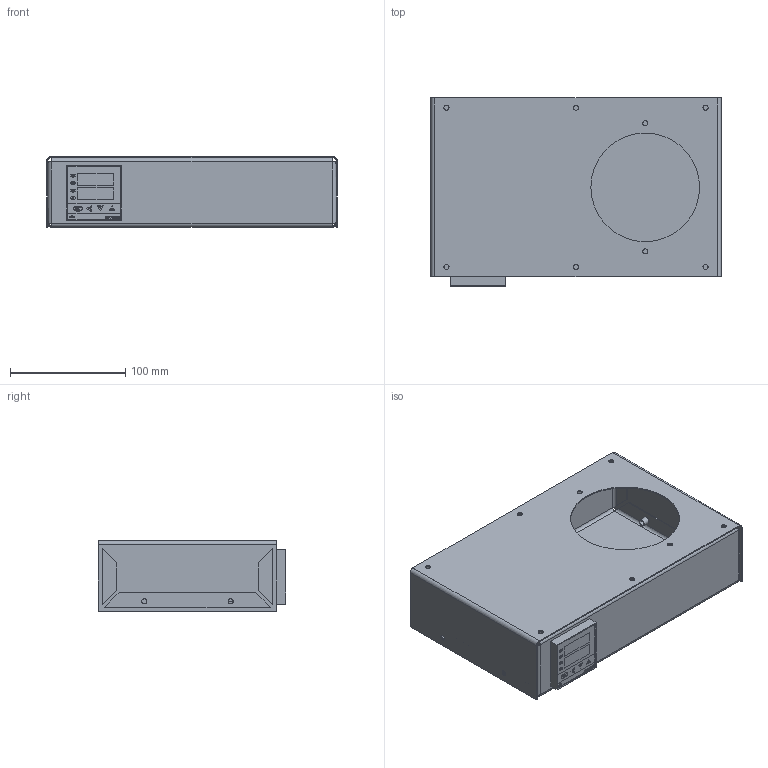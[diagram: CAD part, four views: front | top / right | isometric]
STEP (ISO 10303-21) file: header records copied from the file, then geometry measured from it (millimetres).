
FILE_DESCRIPTION(/* description */ ('Unknown'),/* implementation_level */ '2;1');
FILE_NAME(/* name */ 'caja 2',/* time_stamp */ '2020-06-24T02:36:36-04:00',/* author */ ('Unknown'),/* organization */ ('Unknown'),/* preprocessor_version */ 'ST-DEVELOPER v16.7',/* originating_system */ 'DEX',/* authorisation */ $);
FILE_SCHEMA (('AUTOMOTIVE_DESIGN {1 0 10303 214 3 1 1}'));
Length unit declared in the file: millimetre
Products named in the file (5): caja 2; base_v6; tapa_v6; RKC CONTROLLER; ladrillo 
Assembly tree (4 placements, depth 2):
  caja 2
    base_v6
    tapa_v6
    RKC CONTROLLER
    ladrillo 
Bounding box: 252 x 162.92 x 61.05 mm (x, y, z)
Volume: 487646.7 mm3; surface area: 321388.6 mm2
Topology: 17 solids, 17 shells, 1059 faces, 2733 edges, 1800 vertices
Faces by surface type: plane 830, bspline 114, cylinder 92, torus 20, sphere 2, cone 1
Full cylindrical faces by diameter (mm): 2.032 x1, 4.4 x22, 5.334 x10, 5.994 x1, 6 x10, 15 x1, 94.2 x1
Entity records: 37616 total; most frequent: CARTESIAN_POINT 7463, ORIENTED_EDGE 5306, DIRECTION 4501, EDGE_CURVE 2653, LINE 2123, VECTOR 2123, VERTEX_POINT 1767, EDGE_LOOP 1260
